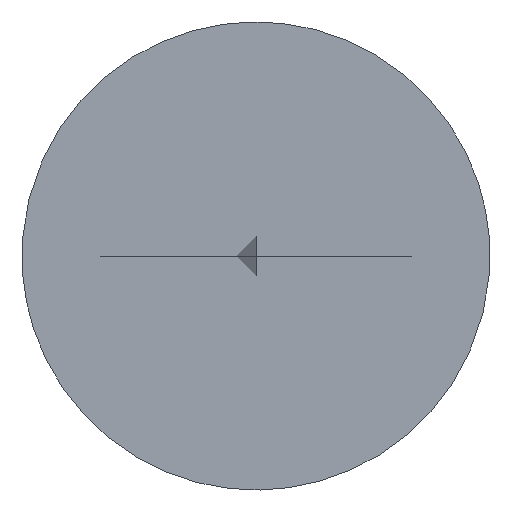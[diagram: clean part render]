
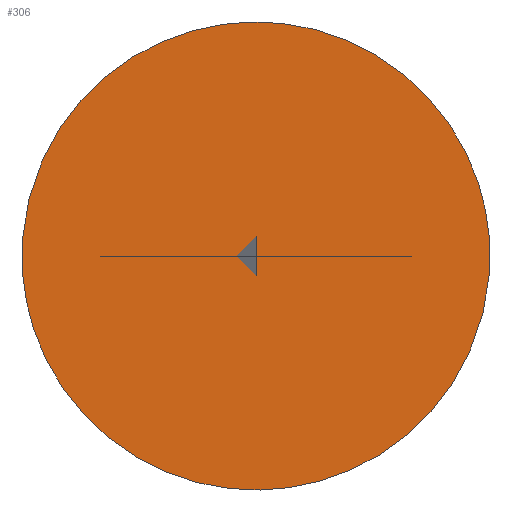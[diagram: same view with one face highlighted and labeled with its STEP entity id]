
A CAD part, front view. The second image highlights one B-rep face of the part: STEP entity #306.
In plain terms, the highlighted free-form (B-spline) face has degree [1, 1] with [2, 2] control points.
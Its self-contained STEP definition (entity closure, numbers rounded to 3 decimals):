
#13=B_SPLINE_SURFACE_WITH_KNOTS('',1,1,((#4234,#4235),(#4236,#4237)),.UNSPECIFIED.,
.F.,.F.,.F.,(2,2),(2,2),(-1.063,91.063),(-49.863,
42.263),.UNSPECIFIED.);
#306=ADVANCED_FACE('',(#417),#13,.T.);
#417=FACE_OUTER_BOUND('',#528,.T.);
#528=EDGE_LOOP('',(#961,#962));
#961=ORIENTED_EDGE('',*,*,#1190,.T.);
#962=ORIENTED_EDGE('',*,*,#1194,.T.);
#1190=EDGE_CURVE('',#1311,#1313,#1667,.T.);
#1194=EDGE_CURVE('',#1313,#1311,#1669,.T.);
#1311=VERTEX_POINT('',#4258);
#1313=VERTEX_POINT('',#4260);
#1667=(
BOUNDED_CURVE()
B_SPLINE_CURVE(2,(#4210,#4211,#4212,#4213,#4214),.UNSPECIFIED.,.F.,.F.)
B_SPLINE_CURVE_WITH_KNOTS((3,2,3),(0.,8.25,16.5),.UNSPECIFIED.)
CURVE()
GEOMETRIC_REPRESENTATION_ITEM()
RATIONAL_B_SPLINE_CURVE((1.,0.707,1.,0.707,1.))
REPRESENTATION_ITEM('')
);
#1669=(
BOUNDED_CURVE()
B_SPLINE_CURVE(2,(#4224,#4225,#4226,#4227,#4228),.UNSPECIFIED.,.F.,.F.)
B_SPLINE_CURVE_WITH_KNOTS((3,2,3),(16.5,24.75,33.),.UNSPECIFIED.)
CURVE()
GEOMETRIC_REPRESENTATION_ITEM()
RATIONAL_B_SPLINE_CURVE((1.,0.707,1.,0.707,1.))
REPRESENTATION_ITEM('')
);
#4210=CARTESIAN_POINT('',(22039.95,2636.539,-3.8));
#4211=CARTESIAN_POINT('',(22036.15,2636.539,41.2));
#4212=CARTESIAN_POINT('',(22081.15,2636.539,45.));
#4213=CARTESIAN_POINT('',(22126.15,2636.539,48.8));
#4214=CARTESIAN_POINT('',(22129.95,2636.539,3.8));
#4224=CARTESIAN_POINT('',(22129.95,2636.539,3.8));
#4225=CARTESIAN_POINT('',(22133.75,2636.539,-41.2));
#4226=CARTESIAN_POINT('',(22088.75,2636.539,-45.));
#4227=CARTESIAN_POINT('',(22043.75,2636.539,-48.8));
#4228=CARTESIAN_POINT('',(22039.95,2636.539,-3.8));
#4234=CARTESIAN_POINT('',(22038.887,2636.539,46.063));
#4235=CARTESIAN_POINT('',(22038.887,2636.539,-46.063));
#4236=CARTESIAN_POINT('',(22131.013,2636.539,46.063));
#4237=CARTESIAN_POINT('',(22131.013,2636.539,-46.063));
#4258=CARTESIAN_POINT('',(22039.95,2636.539,-3.8));
#4260=CARTESIAN_POINT('',(22129.95,2636.539,3.8));
